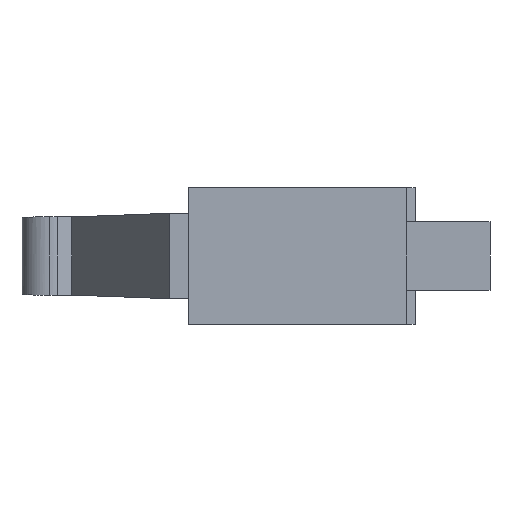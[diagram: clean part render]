
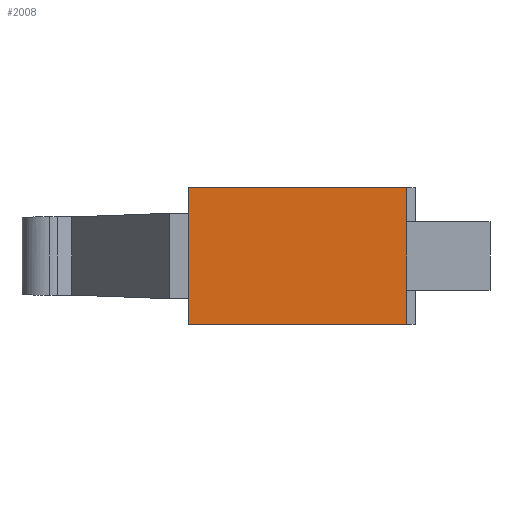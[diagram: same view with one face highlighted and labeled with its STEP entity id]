
A CAD part, left-side view. The second image highlights one B-rep face of the part: STEP entity #2008.
In plain terms, the highlighted planar face has unit normal (-1, 0, 0).
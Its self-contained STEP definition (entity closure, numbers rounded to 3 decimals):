
#8 = VERTEX_POINT ( 'NONE', #533 ) ;
#112 = VERTEX_POINT ( 'NONE', #1045 ) ;
#157 = EDGE_CURVE ( 'NONE', #112, #8, #1371, .T. ) ;
#200 = ORIENTED_EDGE ( 'NONE', *, *, #293, .T. ) ;
#284 = VERTEX_POINT ( 'NONE', #844 ) ;
#293 = EDGE_CURVE ( 'NONE', #301, #8, #865, .T. ) ;
#301 = VERTEX_POINT ( 'NONE', #911 ) ;
#359 = EDGE_LOOP ( 'NONE', ( #200, #975, #476, #406 ) ) ;
#373 = EDGE_CURVE ( 'NONE', #284, #301, #1169, .T. ) ;
#406 = ORIENTED_EDGE ( 'NONE', *, *, #373, .T. ) ;
#476 = ORIENTED_EDGE ( 'NONE', *, *, #2030, .F. ) ;
#533 = CARTESIAN_POINT ( 'NONE',  ( -14.6, -2.5, -3.2 ) ) ;
#844 = CARTESIAN_POINT ( 'NONE',  ( -14.6, 7.7, 3.2 ) ) ;
#865 = LINE ( 'NONE', #866, #867 ) ;
#866 = CARTESIAN_POINT ( 'NONE',  ( -14.6, -2.5, -3.2 ) ) ;
#867 = VECTOR ( 'NONE', #868, 1000. ) ;
#868 = DIRECTION ( 'NONE',  ( 0., -1., 0. ) ) ;
#911 = CARTESIAN_POINT ( 'NONE',  ( -14.6, 7.7, -3.2 ) ) ;
#975 = ORIENTED_EDGE ( 'NONE', *, *, #157, .F. ) ;
#1045 = CARTESIAN_POINT ( 'NONE',  ( -14.6, -2.5, 3.2 ) ) ;
#1169 = LINE ( 'NONE', #1170, #1173 ) ;
#1170 = CARTESIAN_POINT ( 'NONE',  ( -14.6, 7.7, 3.2 ) ) ;
#1173 = VECTOR ( 'NONE', #1174, 1000. ) ;
#1174 = DIRECTION ( 'NONE',  ( 0., 0., -1. ) ) ;
#1371 = LINE ( 'NONE', #1372, #1373 ) ;
#1372 = CARTESIAN_POINT ( 'NONE',  ( -14.6, -2.5, 3.2 ) ) ;
#1373 = VECTOR ( 'NONE', #1374, 1000. ) ;
#1374 = DIRECTION ( 'NONE',  ( 0., 0., -1. ) ) ;
#1460 = FACE_OUTER_BOUND ( 'NONE', #359, .T. ) ;
#1461 = PLANE ( 'NONE',  #1462 ) ;
#1462 = AXIS2_PLACEMENT_3D ( 'NONE', #1463, #1464, #1465 ) ;
#1463 = CARTESIAN_POINT ( 'NONE',  ( -14.6, -2.5, 3.2 ) ) ;
#1464 = DIRECTION ( 'NONE',  ( 1., 0., 0. ) ) ;
#1465 = DIRECTION ( 'NONE',  ( 0., 1., 0. ) ) ;
#1623 = LINE ( 'NONE', #1624, #1625 ) ;
#1624 = CARTESIAN_POINT ( 'NONE',  ( -14.6, -2.5, 3.2 ) ) ;
#1625 = VECTOR ( 'NONE', #1626, 1000. ) ;
#1626 = DIRECTION ( 'NONE',  ( 0., -1., 0. ) ) ;
#2008 = ADVANCED_FACE ( 'NONE', ( #1460 ), #1461, .F. ) ;
#2030 = EDGE_CURVE ( 'NONE', #284, #112, #1623, .T. ) ;
